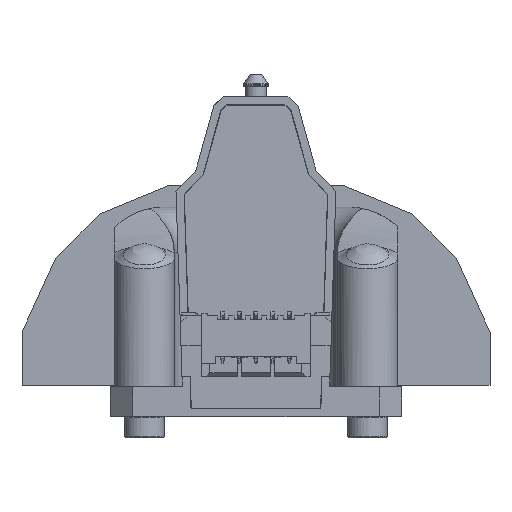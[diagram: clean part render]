
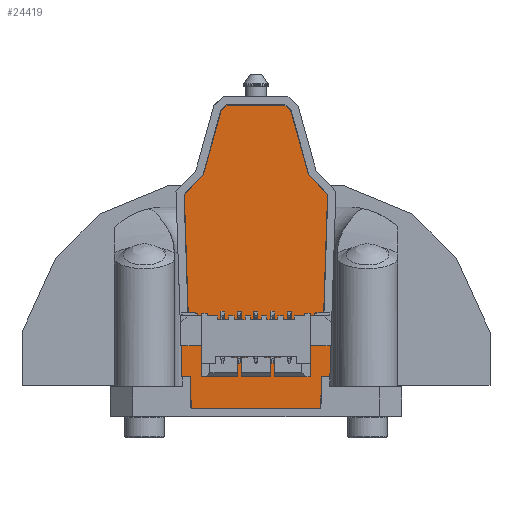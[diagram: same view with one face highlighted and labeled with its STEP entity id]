
A CAD part, left-side view. The second image highlights one B-rep face of the part: STEP entity #24419.
In plain terms, the highlighted face is planar.
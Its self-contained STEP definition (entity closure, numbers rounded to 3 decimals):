
#1855=FACE_OUTER_BOUND('',#3350,.T.);
#3350=EDGE_LOOP('',(#17893,#17894,#17895,#17896,#17897,#17898,#17899,#17900,
#17901,#17902,#17903,#17904,#17905,#17906,#17907,#17908,#17909,#17910));
#5138=LINE('',#40794,#7948);
#5142=LINE('',#40802,#7952);
#5145=LINE('',#40808,#7955);
#5148=LINE('',#40814,#7958);
#5151=LINE('',#40820,#7961);
#5154=LINE('',#40826,#7964);
#5157=LINE('',#40832,#7967);
#5160=LINE('',#40838,#7970);
#5163=LINE('',#40844,#7973);
#5166=LINE('',#40850,#7976);
#5169=LINE('',#40856,#7979);
#5172=LINE('',#40862,#7982);
#5175=LINE('',#40868,#7985);
#5178=LINE('',#40874,#7988);
#5181=LINE('',#40880,#7991);
#5184=LINE('',#40886,#7994);
#5187=LINE('',#40892,#7997);
#5190=LINE('',#40897,#8000);
#7948=VECTOR('',#29031,1000.);
#7952=VECTOR('',#29037,1000.);
#7955=VECTOR('',#29042,1000.);
#7958=VECTOR('',#29047,1000.);
#7961=VECTOR('',#29052,1000.);
#7964=VECTOR('',#29057,1000.);
#7967=VECTOR('',#29062,1000.);
#7970=VECTOR('',#29067,1000.);
#7973=VECTOR('',#29072,1000.);
#7976=VECTOR('',#29077,1000.);
#7979=VECTOR('',#29082,1000.);
#7982=VECTOR('',#29087,1000.);
#7985=VECTOR('',#29092,1000.);
#7988=VECTOR('',#29097,1000.);
#7991=VECTOR('',#29102,1000.);
#7994=VECTOR('',#29107,1000.);
#7997=VECTOR('',#29112,1000.);
#8000=VECTOR('',#29117,1000.);
#10707=VERTEX_POINT('',#40792);
#10708=VERTEX_POINT('',#40793);
#10711=VERTEX_POINT('',#40801);
#10713=VERTEX_POINT('',#40807);
#10715=VERTEX_POINT('',#40813);
#10717=VERTEX_POINT('',#40819);
#10719=VERTEX_POINT('',#40825);
#10721=VERTEX_POINT('',#40831);
#10723=VERTEX_POINT('',#40837);
#10725=VERTEX_POINT('',#40843);
#10727=VERTEX_POINT('',#40849);
#10729=VERTEX_POINT('',#40855);
#10731=VERTEX_POINT('',#40861);
#10733=VERTEX_POINT('',#40867);
#10735=VERTEX_POINT('',#40873);
#10737=VERTEX_POINT('',#40879);
#10739=VERTEX_POINT('',#40885);
#10741=VERTEX_POINT('',#40891);
#13251=EDGE_CURVE('',#10707,#10708,#5138,.T.);
#13255=EDGE_CURVE('',#10708,#10711,#5142,.T.);
#13258=EDGE_CURVE('',#10711,#10713,#5145,.T.);
#13261=EDGE_CURVE('',#10713,#10715,#5148,.T.);
#13264=EDGE_CURVE('',#10715,#10717,#5151,.T.);
#13267=EDGE_CURVE('',#10717,#10719,#5154,.T.);
#13270=EDGE_CURVE('',#10719,#10721,#5157,.T.);
#13273=EDGE_CURVE('',#10721,#10723,#5160,.T.);
#13276=EDGE_CURVE('',#10723,#10725,#5163,.T.);
#13279=EDGE_CURVE('',#10725,#10727,#5166,.T.);
#13282=EDGE_CURVE('',#10727,#10729,#5169,.T.);
#13285=EDGE_CURVE('',#10729,#10731,#5172,.T.);
#13288=EDGE_CURVE('',#10731,#10733,#5175,.T.);
#13291=EDGE_CURVE('',#10733,#10735,#5178,.T.);
#13294=EDGE_CURVE('',#10735,#10737,#5181,.T.);
#13297=EDGE_CURVE('',#10737,#10739,#5184,.T.);
#13300=EDGE_CURVE('',#10739,#10741,#5187,.T.);
#13303=EDGE_CURVE('',#10741,#10707,#5190,.T.);
#17893=ORIENTED_EDGE('',*,*,#13251,.F.);
#17894=ORIENTED_EDGE('',*,*,#13303,.F.);
#17895=ORIENTED_EDGE('',*,*,#13300,.F.);
#17896=ORIENTED_EDGE('',*,*,#13297,.F.);
#17897=ORIENTED_EDGE('',*,*,#13294,.F.);
#17898=ORIENTED_EDGE('',*,*,#13291,.F.);
#17899=ORIENTED_EDGE('',*,*,#13288,.F.);
#17900=ORIENTED_EDGE('',*,*,#13285,.F.);
#17901=ORIENTED_EDGE('',*,*,#13282,.F.);
#17902=ORIENTED_EDGE('',*,*,#13279,.F.);
#17903=ORIENTED_EDGE('',*,*,#13276,.F.);
#17904=ORIENTED_EDGE('',*,*,#13273,.F.);
#17905=ORIENTED_EDGE('',*,*,#13270,.F.);
#17906=ORIENTED_EDGE('',*,*,#13267,.F.);
#17907=ORIENTED_EDGE('',*,*,#13264,.F.);
#17908=ORIENTED_EDGE('',*,*,#13261,.F.);
#17909=ORIENTED_EDGE('',*,*,#13258,.F.);
#17910=ORIENTED_EDGE('',*,*,#13255,.F.);
#23300=PLANE('',#26042);
#24419=ADVANCED_FACE('',(#1855),#23300,.F.);
#26042=AXIS2_PLACEMENT_3D('',#40900,#29121,#29122);
#29031=DIRECTION('',(-0.032,0.,-0.999));
#29037=DIRECTION('',(-1.,0.,0.));
#29042=DIRECTION('',(-0.032,0.,0.999));
#29047=DIRECTION('',(-1.,0.,0.));
#29052=DIRECTION('',(-0.032,0.,0.999));
#29057=DIRECTION('',(1.,0.,0.));
#29062=DIRECTION('',(-0.032,0.,0.999));
#29067=DIRECTION('',(0.688,0.,0.725));
#29072=DIRECTION('',(0.268,0.,0.963));
#29077=DIRECTION('',(0.755,0.,0.656));
#29082=DIRECTION('',(1.,0.,0.));
#29087=DIRECTION('',(0.755,0.,-0.656));
#29092=DIRECTION('',(0.268,0.,-0.963));
#29097=DIRECTION('',(0.688,0.,-0.725));
#29102=DIRECTION('',(-0.032,0.,-0.999));
#29107=DIRECTION('',(1.,0.,0.));
#29112=DIRECTION('',(-0.032,0.,-0.999));
#29117=DIRECTION('',(-1.,0.,0.));
#29121=DIRECTION('center_axis',(0.,1.,0.));
#29122=DIRECTION('ref_axis',(0.,0.,1.));
#40792=CARTESIAN_POINT('',(4.929,0.,2.42));
#40793=CARTESIAN_POINT('',(4.851,0.,0.02));
#40794=CARTESIAN_POINT('',(4.929,0.,2.42));
#40801=CARTESIAN_POINT('',(-4.851,0.,0.02));
#40802=CARTESIAN_POINT('',(4.851,0.,0.02));
#40807=CARTESIAN_POINT('',(-4.929,0.,2.42));
#40808=CARTESIAN_POINT('',(-4.851,0.,0.02));
#40813=CARTESIAN_POINT('',(-5.549,0.,2.42));
#40814=CARTESIAN_POINT('',(-4.929,0.,2.42));
#40819=CARTESIAN_POINT('',(-5.671,0.,6.18));
#40820=CARTESIAN_POINT('',(-5.671,0.,6.18));
#40825=CARTESIAN_POINT('',(-5.051,0.,6.18));
#40826=CARTESIAN_POINT('',(-5.671,0.,6.18));
#40831=CARTESIAN_POINT('',(-5.372,0.,16.08));
#40832=CARTESIAN_POINT('',(-5.051,0.,6.18));
#40837=CARTESIAN_POINT('',(-3.944,0.,17.585));
#40838=CARTESIAN_POINT('',(-5.372,0.,16.08));
#40843=CARTESIAN_POINT('',(-2.603,0.,22.404));
#40844=CARTESIAN_POINT('',(-3.944,0.,17.585));
#40849=CARTESIAN_POINT('',(-2.17,0.,22.78));
#40850=CARTESIAN_POINT('',(-2.603,0.,22.404));
#40855=CARTESIAN_POINT('',(2.17,0.,22.78));
#40856=CARTESIAN_POINT('',(-2.17,0.,22.78));
#40861=CARTESIAN_POINT('',(2.603,0.,22.404));
#40862=CARTESIAN_POINT('',(2.17,0.,22.78));
#40867=CARTESIAN_POINT('',(3.944,0.,17.585));
#40868=CARTESIAN_POINT('',(2.603,0.,22.404));
#40873=CARTESIAN_POINT('',(5.372,0.,16.08));
#40874=CARTESIAN_POINT('',(3.944,0.,17.585));
#40879=CARTESIAN_POINT('',(5.051,0.,6.18));
#40880=CARTESIAN_POINT('',(5.372,0.,16.08));
#40885=CARTESIAN_POINT('',(5.671,0.,6.18));
#40886=CARTESIAN_POINT('',(5.051,0.,6.18));
#40891=CARTESIAN_POINT('',(5.549,0.,2.42));
#40892=CARTESIAN_POINT('',(5.549,0.,2.42));
#40897=CARTESIAN_POINT('',(5.549,0.,2.42));
#40900=CARTESIAN_POINT('Origin',(0.,0.,0.));
